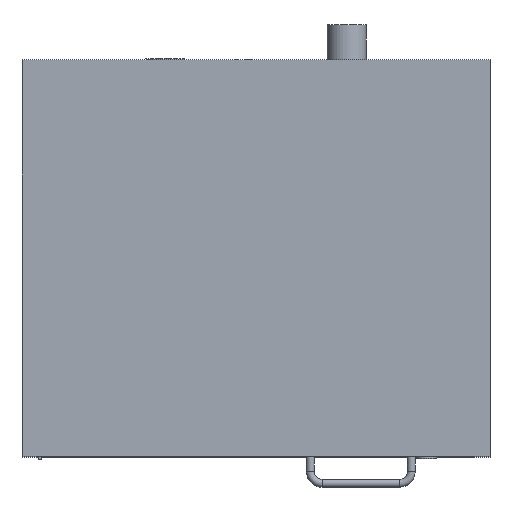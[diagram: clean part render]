
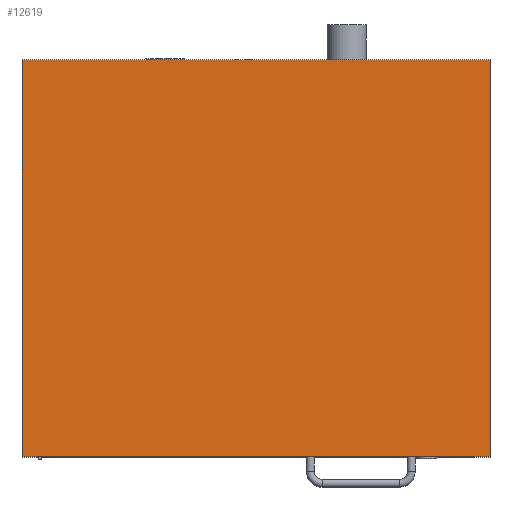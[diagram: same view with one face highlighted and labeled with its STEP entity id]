
A CAD part, top view. The second image highlights one B-rep face of the part: STEP entity #12619.
In plain terms, the highlighted planar face has unit normal (0, 0, 1).
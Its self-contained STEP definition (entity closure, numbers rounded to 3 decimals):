
#859=FACE_OUTER_BOUND('',#1579,.T.);
#1579=EDGE_LOOP('',(#8334,#8335,#8336,#8337));
#2391=LINE('',#16873,#3731);
#2525=LINE('',#17173,#3865);
#2526=LINE('',#17176,#3866);
#2528=LINE('',#17179,#3868);
#3731=VECTOR('',#14138,10.);
#3865=VECTOR('',#14416,10.);
#3866=VECTOR('',#14419,10.);
#3868=VECTOR('',#14423,10.);
#5055=VERTEX_POINT('',#16870);
#5056=VERTEX_POINT('',#16872);
#5150=VERTEX_POINT('',#17171);
#5151=VERTEX_POINT('',#17175);
#6243=EDGE_CURVE('',#5056,#5055,#2391,.T.);
#6387=EDGE_CURVE('',#5055,#5150,#2525,.T.);
#6388=EDGE_CURVE('',#5151,#5056,#2526,.T.);
#6390=EDGE_CURVE('',#5150,#5151,#2528,.T.);
#8334=ORIENTED_EDGE('',*,*,#6390,.T.);
#8335=ORIENTED_EDGE('',*,*,#6388,.T.);
#8336=ORIENTED_EDGE('',*,*,#6243,.T.);
#8337=ORIENTED_EDGE('',*,*,#6387,.T.);
#11457=PLANE('',#13429);
#12619=ADVANCED_FACE('',(#859),#11457,.T.);
#13429=AXIS2_PLACEMENT_3D('',#17180,#14424,#14425);
#14138=DIRECTION('',(-1.,0.,0.));
#14416=DIRECTION('',(0.,-1.,0.));
#14419=DIRECTION('',(0.,1.,0.));
#14423=DIRECTION('',(1.,0.,0.));
#14424=DIRECTION('center_axis',(0.,0.,1.));
#14425=DIRECTION('ref_axis',(1.,0.,0.));
#16870=CARTESIAN_POINT('',(-296.5,251.25,300.44));
#16872=CARTESIAN_POINT('',(296.5,251.25,300.44));
#16873=CARTESIAN_POINT('',(296.5,251.25,300.44));
#17171=CARTESIAN_POINT('',(-296.5,-251.25,300.44));
#17173=CARTESIAN_POINT('',(-296.5,251.25,300.44));
#17175=CARTESIAN_POINT('',(296.5,-251.25,300.44));
#17176=CARTESIAN_POINT('',(296.5,-251.25,300.44));
#17179=CARTESIAN_POINT('',(-296.5,-251.25,300.44));
#17180=CARTESIAN_POINT('Origin',(0.,0.,
300.44));
